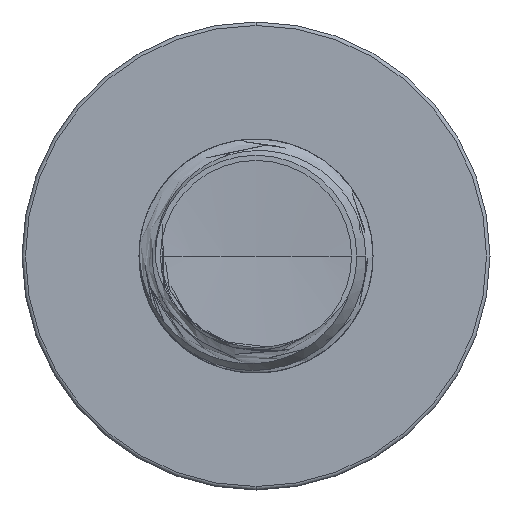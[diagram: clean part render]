
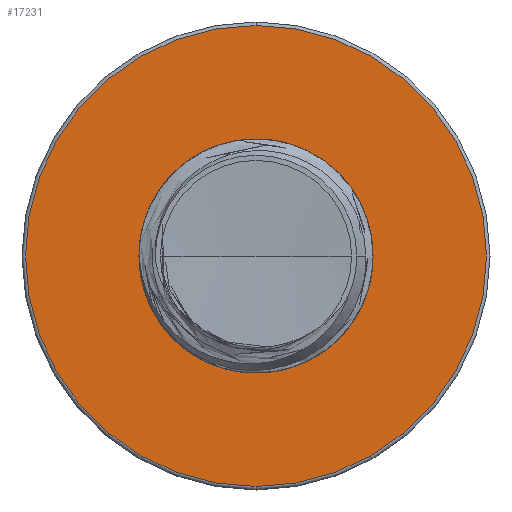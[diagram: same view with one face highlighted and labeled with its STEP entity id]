
A CAD part, front view. The second image highlights one B-rep face of the part: STEP entity #17231.
In plain terms, the highlighted planar face has unit normal (0, -1, 0).
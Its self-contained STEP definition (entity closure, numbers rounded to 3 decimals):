
#1457 = DIRECTION ( 'NONE',  ( 0., 0., -1. ) ) ;
#1796 = ORIENTED_EDGE ( 'NONE', *, *, #22057, .F. ) ;
#3231 = EDGE_LOOP ( 'NONE', ( #6914, #7834 ) ) ;
#4389 = VERTEX_POINT ( 'NONE', #12870 ) ;
#4458 = DIRECTION ( 'NONE',  ( 0., -1., 0. ) ) ;
#4937 = AXIS2_PLACEMENT_3D ( 'NONE', #26607, #14157, #1457 ) ;
#5648 = CARTESIAN_POINT ( 'NONE',  ( 0., 5., 1.203 ) ) ;
#5751 = EDGE_CURVE ( 'NONE', #7524, #17235, #25836, .T. ) ;
#5911 = VERTEX_POINT ( 'NONE', #18781 ) ;
#6562 = AXIS2_PLACEMENT_3D ( 'NONE', #5648, #26709, #14266 ) ;
#6914 = ORIENTED_EDGE ( 'NONE', *, *, #5751, .T. ) ;
#7524 = VERTEX_POINT ( 'NONE', #14215 ) ;
#7825 = CARTESIAN_POINT ( 'NONE',  ( 0., 5., 2.462 ) ) ;
#7834 = ORIENTED_EDGE ( 'NONE', *, *, #12473, .T. ) ;
#8030 = CIRCLE ( 'NONE', #13901, 2.462 ) ;
#9118 = DIRECTION ( 'NONE',  ( 0., -1., 0. ) ) ;
#9784 = CIRCLE ( 'NONE', #12204, 1.203 ) ;
#11240 = AXIS2_PLACEMENT_3D ( 'NONE', #19177, #19172, #19145 ) ;
#12204 = AXIS2_PLACEMENT_3D ( 'NONE', #21887, #9118, #23907 ) ;
#12311 = ORIENTED_EDGE ( 'NONE', *, *, #22207, .F. ) ;
#12473 = EDGE_CURVE ( 'NONE', #17235, #7524, #8030, .T. ) ;
#12870 = CARTESIAN_POINT ( 'NONE',  ( 0., 5., -1.203 ) ) ;
#13901 = AXIS2_PLACEMENT_3D ( 'NONE', #17373, #4458, #19515 ) ;
#13946 = EDGE_LOOP ( 'NONE', ( #1796, #12311 ) ) ;
#14157 = DIRECTION ( 'NONE',  ( 0., -1., 0. ) ) ;
#14215 = CARTESIAN_POINT ( 'NONE',  ( 0., 5., -2.462 ) ) ;
#14266 = DIRECTION ( 'NONE',  ( 0., 0., -1. ) ) ;
#17231 = ADVANCED_FACE ( 'NONE', ( #26696, #20737 ), #24724, .T. ) ;
#17235 = VERTEX_POINT ( 'NONE', #7825 ) ;
#17373 = CARTESIAN_POINT ( 'NONE',  ( 0., 5., 0. ) ) ;
#18781 = CARTESIAN_POINT ( 'NONE',  ( 0., 5., 1.203 ) ) ;
#19145 = DIRECTION ( 'NONE',  ( 0., 0., -1. ) ) ;
#19172 = DIRECTION ( 'NONE',  ( 0., -1., 0. ) ) ;
#19177 = CARTESIAN_POINT ( 'NONE',  ( 0., 5., 0. ) ) ;
#19515 = DIRECTION ( 'NONE',  ( 0., 0., -1. ) ) ;
#20737 = FACE_BOUND ( 'NONE', #13946, .T. ) ;
#21147 = CIRCLE ( 'NONE', #4937, 1.203 ) ;
#21887 = CARTESIAN_POINT ( 'NONE',  ( 0., 5., 0. ) ) ;
#22057 = EDGE_CURVE ( 'NONE', #4389, #5911, #21147, .T. ) ;
#22207 = EDGE_CURVE ( 'NONE', #5911, #4389, #9784, .T. ) ;
#23907 = DIRECTION ( 'NONE',  ( 0., 0., -1. ) ) ;
#24724 = PLANE ( 'NONE',  #6562 ) ;
#25836 = CIRCLE ( 'NONE', #11240, 2.462 ) ;
#26607 = CARTESIAN_POINT ( 'NONE',  ( 0., 5., 0. ) ) ;
#26696 = FACE_OUTER_BOUND ( 'NONE', #3231, .T. ) ;
#26709 = DIRECTION ( 'NONE',  ( 0., -1., 0. ) ) ;
